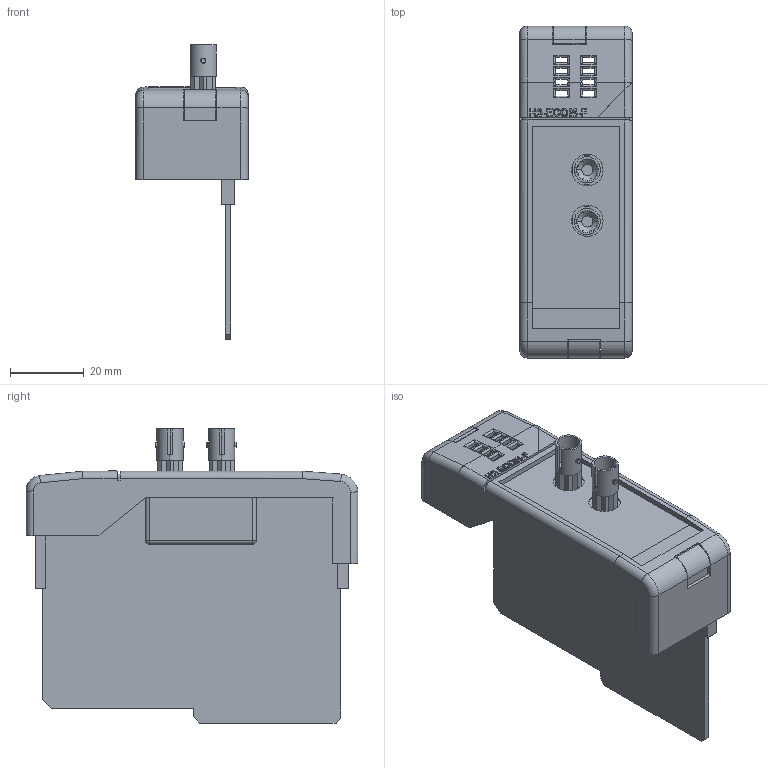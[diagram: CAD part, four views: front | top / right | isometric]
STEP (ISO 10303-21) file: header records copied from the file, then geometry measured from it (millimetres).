
FILE_DESCRIPTION (( 'STEP AP214' ), '1' );
FILE_NAME ('H2-ECOM-F.STEP', '2011-04-04T13:48:18', ( ' ' ), ( ' ' ), 'SwSTEP 2.0', 'SolidWorks 2009', '' );
FILE_SCHEMA (( 'AUTOMOTIVE_DESIGN' ));
Length unit declared in the file: millimetre
Products named in the file (1): H2-ECOM-F
Bounding box: 30.55 x 90 x 79.78 mm (x, y, z)
Volume: 22960.5 mm3; surface area: 30129.3 mm2
Topology: 4 solids, 4 shells, 474 faces, 1306 edges, 838 vertices
Faces by surface type: plane 295, cylinder 121, bspline 28, torus 18, sphere 8, cone 4
Entity records: 21069 total; most frequent: CARTESIAN_POINT 4824, ORIENTED_EDGE 2596, DIRECTION 2221, EDGE_CURVE 1298, VECTOR 967, LINE 967, VERTEX_POINT 838, AXIS2_PLACEMENT_3D 627
